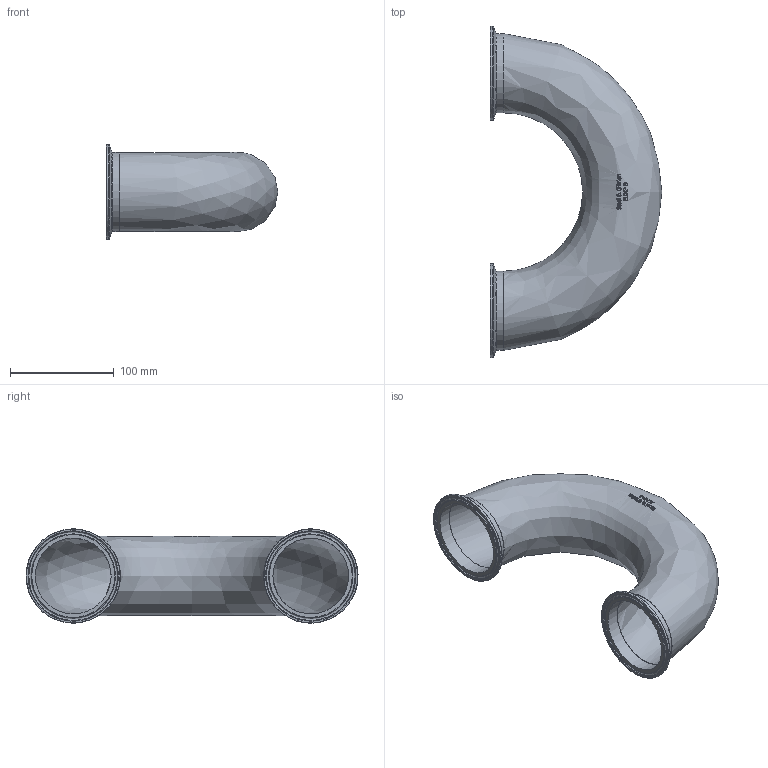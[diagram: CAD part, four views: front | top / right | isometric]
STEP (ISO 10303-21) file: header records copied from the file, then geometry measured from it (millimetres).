
FILE_DESCRIPTION(/* description */ (''),/* implementation_level */ '2;1');
FILE_NAME(/* name */ '2UMP-3.stp',/* time_stamp */ '2020-12-21T13:22:52-05:00',/* author */ ('rick'),/* organization */ (''),/* preprocessor_version */ 'ST-DEVELOPER v18',/* originating_system */ 'Autodesk Inventor 2020',/* authorisation */ '');
FILE_SCHEMA (('AUTOMOTIVE_DESIGN { 1 0 10303 214 3 1 1 }'));
Length unit declared in the file: inch
Products named in the file (1): 2UMP-3
Bounding box: 165.1 x 319.49 x 90.91 mm (x, y, z)
Volume: 162795.3 mm3; surface area: 188957.7 mm2
Topology: 1 solids, 1 shells, 357 faces, 994 edges, 674 vertices
Faces by surface type: bspline 196, plane 133, torus 16, cylinder 6, cone 6
Full cylindrical faces by diameter (mm): 72.898 x2, 76.2 x2, 90.907 x2
Entity records: 16439 total; most frequent: CARTESIAN_POINT 8775, ORIENTED_EDGE 1988, EDGE_CURVE 994, DIRECTION 850, VERTEX_POINT 674, B_SPLINE_CURVE_WITH_KNOTS 580, EDGE_LOOP 394, FACE_OUTER_BOUND 357
